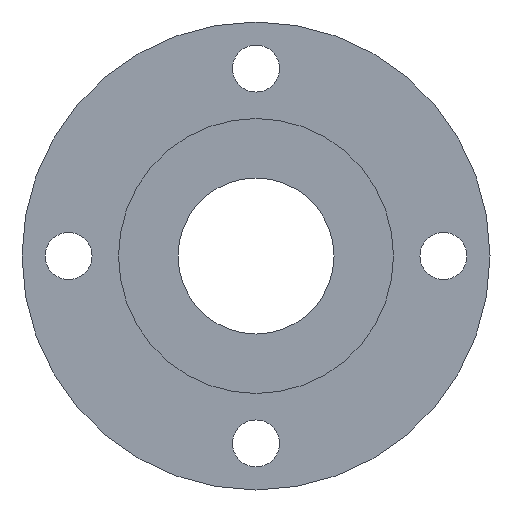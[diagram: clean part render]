
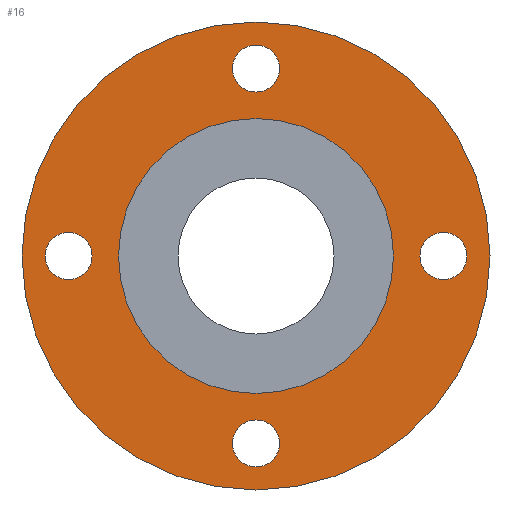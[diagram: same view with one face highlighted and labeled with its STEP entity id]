
A CAD part, left-side view. The second image highlights one B-rep face of the part: STEP entity #16.
In plain terms, the highlighted planar face has unit normal (-1, 0, 0).
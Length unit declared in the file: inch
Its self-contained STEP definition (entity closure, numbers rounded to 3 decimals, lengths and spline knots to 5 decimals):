
#8 = ORIENTED_EDGE ( 'NONE', *, *, #26, .F. ) ;
#10 = ORIENTED_EDGE ( 'NONE', *, *, #176, .T. ) ;
#11 = EDGE_LOOP ( 'NONE', ( #8, #34 ) ) ;
#12 = EDGE_CURVE ( 'NONE', #135, #145, #373, .T. ) ;
#14 = ORIENTED_EDGE ( 'NONE', *, *, #21, .T. ) ;
#15 = ORIENTED_EDGE ( 'NONE', *, *, #44, .T. ) ;
#16 = ADVANCED_FACE ( 'NONE', ( #393, #369, #387, #396, #380, #375 ), #379, .F. ) ;
#17 = EDGE_CURVE ( 'NONE', #170, #77, #247, .T. ) ;
#18 = EDGE_LOOP ( 'NONE', ( #14, #10 ) ) ;
#19 = EDGE_LOOP ( 'NONE', ( #20, #45 ) ) ;
#20 = ORIENTED_EDGE ( 'NONE', *, *, #12, .T. ) ;
#21 = EDGE_CURVE ( 'NONE', #166, #85, #374, .T. ) ;
#22 = EDGE_LOOP ( 'NONE', ( #27, #43 ) ) ;
#26 = EDGE_CURVE ( 'NONE', #132, #119, #232, .T. ) ;
#27 = ORIENTED_EDGE ( 'NONE', *, *, #32, .F. ) ;
#32 = EDGE_CURVE ( 'NONE', #96, #75, #222, .T. ) ;
#34 = ORIENTED_EDGE ( 'NONE', *, *, #116, .F. ) ;
#37 = ORIENTED_EDGE ( 'NONE', *, *, #158, .T. ) ;
#39 = EDGE_LOOP ( 'NONE', ( #64, #37 ) ) ;
#40 = ORIENTED_EDGE ( 'NONE', *, *, #151, .T. ) ;
#43 = ORIENTED_EDGE ( 'NONE', *, *, #97, .F. ) ;
#44 = EDGE_CURVE ( 'NONE', #173, #172, #307, .T. ) ;
#45 = ORIENTED_EDGE ( 'NONE', *, *, #136, .T. ) ;
#46 = EDGE_LOOP ( 'NONE', ( #15, #40 ) ) ;
#64 = ORIENTED_EDGE ( 'NONE', *, *, #17, .T. ) ;
#75 = VERTEX_POINT ( 'NONE', #410 ) ;
#77 = VERTEX_POINT ( 'NONE', #321 ) ;
#85 = VERTEX_POINT ( 'NONE', #402 ) ;
#96 = VERTEX_POINT ( 'NONE', #256 ) ;
#97 = EDGE_CURVE ( 'NONE', #75, #96, #254, .T. ) ;
#116 = EDGE_CURVE ( 'NONE', #119, #132, #364, .T. ) ;
#119 = VERTEX_POINT ( 'NONE', #347 ) ;
#132 = VERTEX_POINT ( 'NONE', #444 ) ;
#135 = VERTEX_POINT ( 'NONE', #440 ) ;
#136 = EDGE_CURVE ( 'NONE', #145, #135, #519, .T. ) ;
#145 = VERTEX_POINT ( 'NONE', #507 ) ;
#151 = EDGE_CURVE ( 'NONE', #172, #173, #655, .T. ) ;
#158 = EDGE_CURVE ( 'NONE', #77, #170, #504, .T. ) ;
#166 = VERTEX_POINT ( 'NONE', #643 ) ;
#170 = VERTEX_POINT ( 'NONE', #633 ) ;
#172 = VERTEX_POINT ( 'NONE', #569 ) ;
#173 = VERTEX_POINT ( 'NONE', #565 ) ;
#176 = EDGE_CURVE ( 'NONE', #85, #166, #564, .T. ) ;
#222 = CIRCLE ( 'NONE', #238, 0.885 ) ;
#225 = DIRECTION ( 'NONE',  ( 0., 0., 1. ) ) ;
#226 = DIRECTION ( 'NONE',  ( -1., 0., 0. ) ) ;
#227 = CARTESIAN_POINT ( 'NONE',  ( 0., 0., 0. ) ) ;
#229 = AXIS2_PLACEMENT_3D ( 'NONE', #227, #226, #225 ) ;
#232 = CIRCLE ( 'NONE', #229, 0.52 ) ;
#234 = DIRECTION ( 'NONE',  ( 0., 0., -1. ) ) ;
#235 = DIRECTION ( 'NONE',  ( 1., 0., 0. ) ) ;
#236 = DIRECTION ( 'NONE',  ( 1., 0., 0. ) ) ;
#237 = CARTESIAN_POINT ( 'NONE',  ( 0., 0., 0. ) ) ;
#238 = AXIS2_PLACEMENT_3D ( 'NONE', #237, #236, #308 ) ;
#239 = CARTESIAN_POINT ( 'NONE',  ( 0., 0., -0.709 ) ) ;
#240 = DIRECTION ( 'NONE',  ( 0., 0., -1. ) ) ;
#241 = DIRECTION ( 'NONE',  ( 1., 0., 0. ) ) ;
#242 = AXIS2_PLACEMENT_3D ( 'NONE', #245, #241, #240 ) ;
#243 = AXIS2_PLACEMENT_3D ( 'NONE', #239, #235, #234 ) ;
#245 = CARTESIAN_POINT ( 'NONE',  ( 0., -0.709, 0. ) ) ;
#246 = CARTESIAN_POINT ( 'NONE',  ( 0., 0., 0. ) ) ;
#247 = CIRCLE ( 'NONE', #242, 0.089 ) ;
#250 = DIRECTION ( 'NONE',  ( 0., 0., -1. ) ) ;
#251 = DIRECTION ( 'NONE',  ( 1., 0., 0. ) ) ;
#252 = CARTESIAN_POINT ( 'NONE',  ( 0., 0., 0. ) ) ;
#253 = AXIS2_PLACEMENT_3D ( 'NONE', #252, #251, #250 ) ;
#254 = CIRCLE ( 'NONE', #253, 0.885 ) ;
#256 = CARTESIAN_POINT ( 'NONE',  ( 0., 0., 0.885 ) ) ;
#289 = DIRECTION ( 'NONE',  ( 0., 0., -1. ) ) ;
#290 = DIRECTION ( 'NONE',  ( 1., 0., 0. ) ) ;
#291 = CARTESIAN_POINT ( 'NONE',  ( 0., 0., 0.709 ) ) ;
#301 = AXIS2_PLACEMENT_3D ( 'NONE', #291, #290, #289 ) ;
#307 = CIRCLE ( 'NONE', #301, 0.089 ) ;
#308 = DIRECTION ( 'NONE',  ( 0., 0., -1. ) ) ;
#321 = CARTESIAN_POINT ( 'NONE',  ( 0., -0.709, 0.089 ) ) ;
#343 = DIRECTION ( 'NONE',  ( 0., 0., 1. ) ) ;
#344 = DIRECTION ( 'NONE',  ( -1., 0., 0. ) ) ;
#345 = CARTESIAN_POINT ( 'NONE',  ( 0., 0., 0. ) ) ;
#346 = AXIS2_PLACEMENT_3D ( 'NONE', #345, #344, #343 ) ;
#347 = CARTESIAN_POINT ( 'NONE',  ( 0., 0., -0.52 ) ) ;
#364 = CIRCLE ( 'NONE', #346, 0.52 ) ;
#369 = FACE_BOUND ( 'NONE', #39, .T. ) ;
#370 = DIRECTION ( 'NONE',  ( 0., 0., -1. ) ) ;
#371 = DIRECTION ( 'NONE',  ( 1., 0., 0. ) ) ;
#372 = AXIS2_PLACEMENT_3D ( 'NONE', #381, #371, #370 ) ;
#373 = CIRCLE ( 'NONE', #372, 0.089 ) ;
#374 = CIRCLE ( 'NONE', #243, 0.089 ) ;
#375 = FACE_OUTER_BOUND ( 'NONE', #22, .T. ) ;
#376 = AXIS2_PLACEMENT_3D ( 'NONE', #246, #378, #377 ) ;
#377 = DIRECTION ( 'NONE',  ( 0., 0., -1. ) ) ;
#378 = DIRECTION ( 'NONE',  ( 1., 0., 0. ) ) ;
#379 = PLANE ( 'NONE',  #376 ) ;
#380 = FACE_BOUND ( 'NONE', #11, .T. ) ;
#381 = CARTESIAN_POINT ( 'NONE',  ( 0., 0.709, 0. ) ) ;
#387 = FACE_BOUND ( 'NONE', #18, .T. ) ;
#393 = FACE_BOUND ( 'NONE', #46, .T. ) ;
#396 = FACE_BOUND ( 'NONE', #19, .T. ) ;
#402 = CARTESIAN_POINT ( 'NONE',  ( 0., 0., -0.62 ) ) ;
#410 = CARTESIAN_POINT ( 'NONE',  ( 0., 0., -0.885 ) ) ;
#440 = CARTESIAN_POINT ( 'NONE',  ( 0., 0.709, -0.089 ) ) ;
#444 = CARTESIAN_POINT ( 'NONE',  ( 0., 0., 0.52 ) ) ;
#499 = DIRECTION ( 'NONE',  ( 0., 0., -1. ) ) ;
#500 = DIRECTION ( 'NONE',  ( 1., 0., 0. ) ) ;
#501 = CARTESIAN_POINT ( 'NONE',  ( 0., 0., -0.709 ) ) ;
#504 = CIRCLE ( 'NONE', #639, 0.089 ) ;
#507 = CARTESIAN_POINT ( 'NONE',  ( 0., 0.709, 0.089 ) ) ;
#517 = DIRECTION ( 'NONE',  ( 0., 0., -1. ) ) ;
#518 = AXIS2_PLACEMENT_3D ( 'NONE', #529, #527, #517 ) ;
#519 = CIRCLE ( 'NONE', #518, 0.089 ) ;
#527 = DIRECTION ( 'NONE',  ( 1., 0., 0. ) ) ;
#529 = CARTESIAN_POINT ( 'NONE',  ( 0., 0.709, 0. ) ) ;
#563 = AXIS2_PLACEMENT_3D ( 'NONE', #501, #500, #499 ) ;
#564 = CIRCLE ( 'NONE', #563, 0.089 ) ;
#565 = CARTESIAN_POINT ( 'NONE',  ( 0., 0., 0.62 ) ) ;
#569 = CARTESIAN_POINT ( 'NONE',  ( 0., 0., 0.798 ) ) ;
#629 = DIRECTION ( 'NONE',  ( 0., 0., -1. ) ) ;
#630 = DIRECTION ( 'NONE',  ( 1., 0., 0. ) ) ;
#633 = CARTESIAN_POINT ( 'NONE',  ( 0., -0.709, -0.089 ) ) ;
#639 = AXIS2_PLACEMENT_3D ( 'NONE', #640, #630, #629 ) ;
#640 = CARTESIAN_POINT ( 'NONE',  ( 0., -0.709, 0. ) ) ;
#643 = CARTESIAN_POINT ( 'NONE',  ( 0., 0., -0.798 ) ) ;
#644 = DIRECTION ( 'NONE',  ( 0., 0., -1. ) ) ;
#652 = CARTESIAN_POINT ( 'NONE',  ( 0., 0., 0.709 ) ) ;
#653 = AXIS2_PLACEMENT_3D ( 'NONE', #652, #654, #644 ) ;
#654 = DIRECTION ( 'NONE',  ( 1., 0., 0. ) ) ;
#655 = CIRCLE ( 'NONE', #653, 0.089 ) ;
